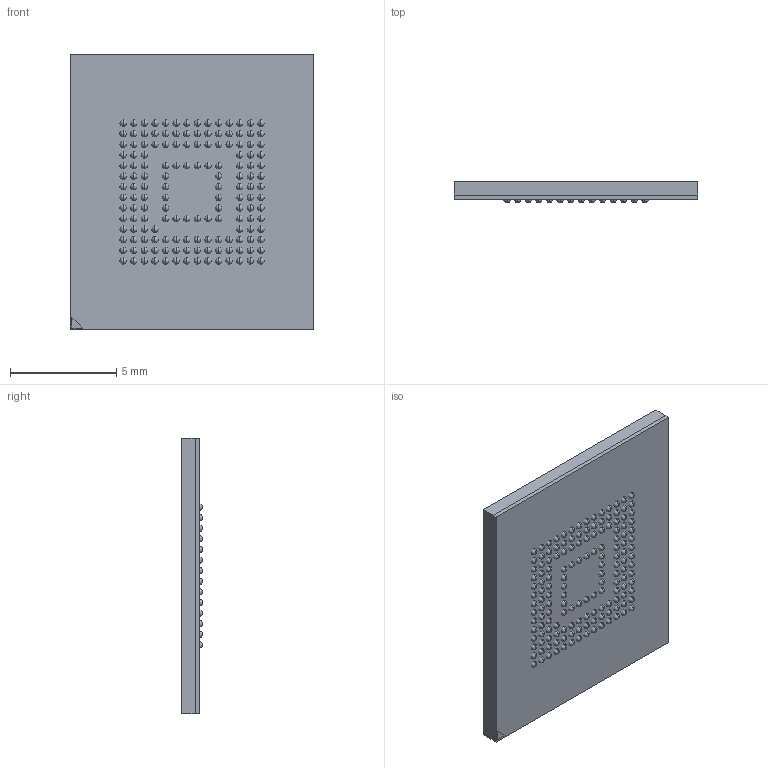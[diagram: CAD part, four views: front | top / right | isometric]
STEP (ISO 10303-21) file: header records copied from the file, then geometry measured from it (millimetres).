
FILE_DESCRIPTION (( 'STEP AP214' ), '1' );
FILE_NAME ('EMMC04G-M627-A01.STEP', '2018-12-03T09:06:32', ( '' ), ( '' ), 'SwSTEP 2.0', 'SolidWorks 2017', '' );
FILE_SCHEMA (( 'AUTOMOTIVE_DESIGN' ));
Length unit declared in the file: millimetre
Products named in the file (1): EMMC04G-M627-A01
Bounding box: 11.5 x 1 x 13 mm (x, y, z)
Volume: 129.2 mm3; surface area: 683.4 mm2
Topology: 156 solids, 156 shells, 327 faces, 1113 edges, 793 vertices
Faces by surface type: sphere 306, plane 21
Entity records: 11451 total; most frequent: DIRECTION 1310, CARTESIAN_POINT 1010, ORIENTED_EDGE 696, AXIS2_PLACEMENT_3D 634, UNCERTAINTY_MEASURE_WITH_UNIT 464, PRESENTATION_LAYER_ASSIGNMENT 463, PRESENTATION_STYLE_ASSIGNMENT 463, MECHANICAL_DESIGN_GEOMETRIC_PRESENTATION_REPRESENTATION 463
